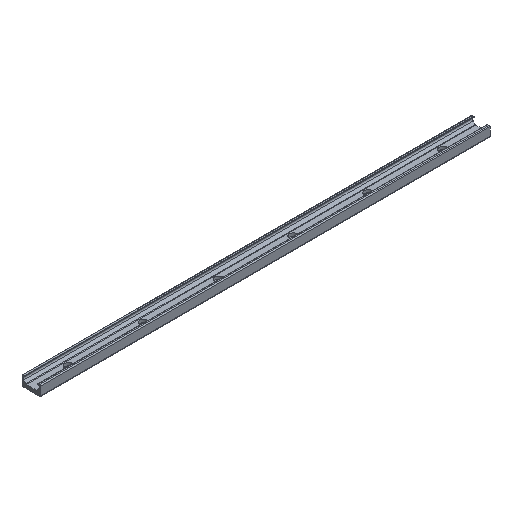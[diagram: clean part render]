
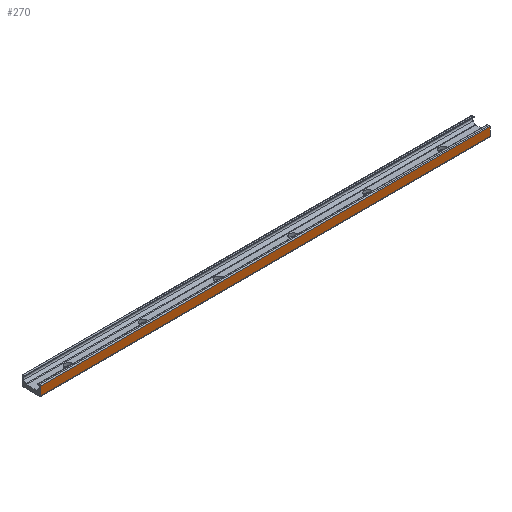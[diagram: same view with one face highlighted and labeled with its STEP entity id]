
A CAD part, isometric view. The second image highlights one B-rep face of the part: STEP entity #270.
In plain terms, the highlighted planar face has unit normal (0, -1, 0).
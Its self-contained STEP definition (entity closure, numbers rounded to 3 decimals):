
#49 = CARTESIAN_POINT ( 'NONE',  ( 0., -9.995, -4.51 ) ) ;
#51 = EDGE_CURVE ( 'NONE', #1723, #819, #1042, .T. ) ;
#92 = ORIENTED_EDGE ( 'NONE', *, *, #915, .F. ) ;
#205 = CARTESIAN_POINT ( 'NONE',  ( 480., -9.995, -4.51 ) ) ;
#270 = ADVANCED_FACE ( 'NONE', ( #1560 ), #1004, .F. ) ;
#408 = CARTESIAN_POINT ( 'NONE',  ( 480., -9.995, -4.51 ) ) ;
#599 = LINE ( 'NONE', #1182, #1801 ) ;
#655 = DIRECTION ( 'NONE',  ( 0., 0., -1. ) ) ;
#659 = VECTOR ( 'NONE', #1700, 1000. ) ;
#691 = VERTEX_POINT ( 'NONE', #972 ) ;
#695 = EDGE_CURVE ( 'NONE', #1256, #819, #1386, .T. ) ;
#735 = CARTESIAN_POINT ( 'NONE',  ( 480., -9.995, 4.51 ) ) ;
#819 = VERTEX_POINT ( 'NONE', #49 ) ;
#845 = VECTOR ( 'NONE', #655, 1000. ) ;
#915 = EDGE_CURVE ( 'NONE', #691, #1256, #1787, .T. ) ;
#972 = CARTESIAN_POINT ( 'NONE',  ( 480., -9.995, 4.51 ) ) ;
#974 = EDGE_LOOP ( 'NONE', ( #1017, #1248, #1385, #92 ) ) ;
#993 = DIRECTION ( 'NONE',  ( 0., 0., 1. ) ) ;
#994 = DIRECTION ( 'NONE',  ( 1., 0., 0. ) ) ;
#1004 = PLANE ( 'NONE',  #1627 ) ;
#1017 = ORIENTED_EDGE ( 'NONE', *, *, #1611, .F. ) ;
#1038 = VECTOR ( 'NONE', #1197, 1000. ) ;
#1042 = LINE ( 'NONE', #1609, #1038 ) ;
#1182 = CARTESIAN_POINT ( 'NONE',  ( 480., -9.995, 4.51 ) ) ;
#1197 = DIRECTION ( 'NONE',  ( 0., 0., -1. ) ) ;
#1200 = CARTESIAN_POINT ( 'NONE',  ( 480., -9.995, 4.51 ) ) ;
#1248 = ORIENTED_EDGE ( 'NONE', *, *, #51, .T. ) ;
#1256 = VERTEX_POINT ( 'NONE', #205 ) ;
#1299 = DIRECTION ( 'NONE',  ( 0., 1., 0. ) ) ;
#1385 = ORIENTED_EDGE ( 'NONE', *, *, #695, .F. ) ;
#1386 = LINE ( 'NONE', #408, #659 ) ;
#1560 = FACE_OUTER_BOUND ( 'NONE', #974, .T. ) ;
#1609 = CARTESIAN_POINT ( 'NONE',  ( 0., -9.995, 4.51 ) ) ;
#1611 = EDGE_CURVE ( 'NONE', #1723, #691, #599, .T. ) ;
#1627 = AXIS2_PLACEMENT_3D ( 'NONE', #735, #1299, #993 ) ;
#1638 = CARTESIAN_POINT ( 'NONE',  ( 0., -9.995, 4.51 ) ) ;
#1700 = DIRECTION ( 'NONE',  ( -1., 0., 0. ) ) ;
#1723 = VERTEX_POINT ( 'NONE', #1638 ) ;
#1787 = LINE ( 'NONE', #1200, #845 ) ;
#1801 = VECTOR ( 'NONE', #994, 1000. ) ;
